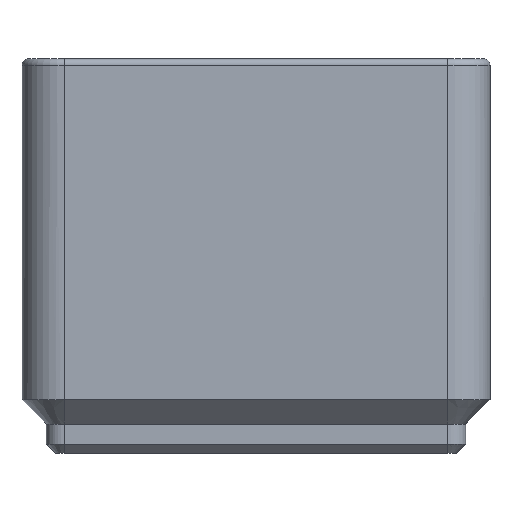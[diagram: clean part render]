
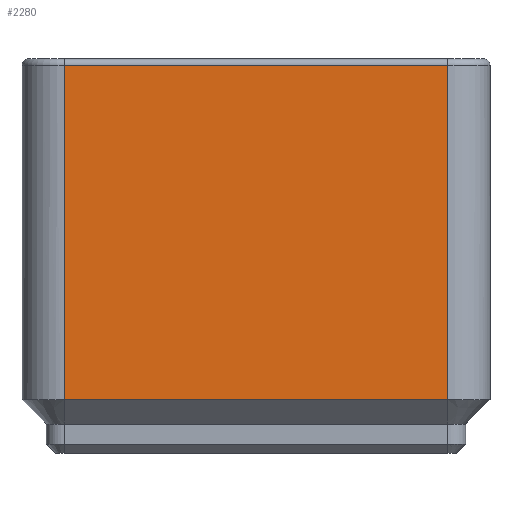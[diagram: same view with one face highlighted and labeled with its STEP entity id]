
A CAD part, left-side view. The second image highlights one B-rep face of the part: STEP entity #2280.
In plain terms, the highlighted planar face has unit normal (-1, 0, 0).
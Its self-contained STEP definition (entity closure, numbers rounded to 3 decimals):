
#472 = CYLINDRICAL_SURFACE('',#473,0.6);
#473 = AXIS2_PLACEMENT_3D('',#474,#475,#476);
#474 = CARTESIAN_POINT('',(0.85,4.,34.4));
#475 = DIRECTION('',(0.,-1.,0.));
#476 = DIRECTION('',(1.,0.,0.));
#932 = VERTEX_POINT('',#933);
#933 = CARTESIAN_POINT('',(0.25,4.,34.4));
#950 = CYLINDRICAL_SURFACE('',#951,3.75);
#951 = AXIS2_PLACEMENT_3D('',#952,#953,#954);
#952 = CARTESIAN_POINT('',(4.,4.,0.));
#953 = DIRECTION('',(0.,0.,1.));
#954 = DIRECTION('',(1.,0.,0.));
#1010 = EDGE_CURVE('',#1011,#932,#1013,.T.);
#1011 = VERTEX_POINT('',#1012);
#1012 = CARTESIAN_POINT('',(0.25,38.,34.4));
#1013 = SURFACE_CURVE('',#1014,(#1018,#1025),.PCURVE_S1.);
#1014 = LINE('',#1015,#1016);
#1015 = CARTESIAN_POINT('',(0.25,4.,34.4));
#1016 = VECTOR('',#1017,1.);
#1017 = DIRECTION('',(0.,-1.,0.));
#1018 = PCURVE('',#472,#1019);
#1019 = DEFINITIONAL_REPRESENTATION('',(#1020),#1024);
#1020 = LINE('',#1021,#1022);
#1021 = CARTESIAN_POINT('',(3.142,0.));
#1022 = VECTOR('',#1023,1.);
#1023 = DIRECTION('',(0.,1.));
#1024 = ( GEOMETRIC_REPRESENTATION_CONTEXT(2) 
PARAMETRIC_REPRESENTATION_CONTEXT() REPRESENTATION_CONTEXT('2D SPACE',''
  ) );
#1025 = PCURVE('',#1026,#1031);
#1026 = PLANE('',#1027);
#1027 = AXIS2_PLACEMENT_3D('',#1028,#1029,#1030);
#1028 = CARTESIAN_POINT('',(0.25,21.,17.2));
#1029 = DIRECTION('',(-1.,0.,0.));
#1030 = DIRECTION('',(0.,0.,-1.));
#1031 = DEFINITIONAL_REPRESENTATION('',(#1032),#1036);
#1032 = LINE('',#1033,#1034);
#1033 = CARTESIAN_POINT('',(-17.2,17.));
#1034 = VECTOR('',#1035,1.);
#1035 = DIRECTION('',(0.,1.));
#1036 = ( GEOMETRIC_REPRESENTATION_CONTEXT(2) 
PARAMETRIC_REPRESENTATION_CONTEXT() REPRESENTATION_CONTEXT('2D SPACE',''
  ) );
#1137 = CYLINDRICAL_SURFACE('',#1138,3.75);
#1138 = AXIS2_PLACEMENT_3D('',#1139,#1140,#1141);
#1139 = CARTESIAN_POINT('',(4.,38.,0.));
#1140 = DIRECTION('',(0.,0.,1.));
#1141 = DIRECTION('',(1.,0.,0.));
#2151 = EDGE_CURVE('',#2152,#932,#2154,.T.);
#2152 = VERTEX_POINT('',#2153);
#2153 = CARTESIAN_POINT('',(0.25,4.,4.75));
#2154 = SURFACE_CURVE('',#2155,(#2159,#2166),.PCURVE_S1.);
#2155 = LINE('',#2156,#2157);
#2156 = CARTESIAN_POINT('',(0.25,4.,0.));
#2157 = VECTOR('',#2158,1.);
#2158 = DIRECTION('',(0.,0.,1.));
#2159 = PCURVE('',#950,#2160);
#2160 = DEFINITIONAL_REPRESENTATION('',(#2161),#2165);
#2161 = LINE('',#2162,#2163);
#2162 = CARTESIAN_POINT('',(3.142,0.));
#2163 = VECTOR('',#2164,1.);
#2164 = DIRECTION('',(0.,1.));
#2165 = ( GEOMETRIC_REPRESENTATION_CONTEXT(2) 
PARAMETRIC_REPRESENTATION_CONTEXT() REPRESENTATION_CONTEXT('2D SPACE',''
  ) );
#2166 = PCURVE('',#1026,#2167);
#2167 = DEFINITIONAL_REPRESENTATION('',(#2168),#2172);
#2168 = LINE('',#2169,#2170);
#2169 = CARTESIAN_POINT('',(17.2,17.));
#2170 = VECTOR('',#2171,1.);
#2171 = DIRECTION('',(-1.,0.));
#2172 = ( GEOMETRIC_REPRESENTATION_CONTEXT(2) 
PARAMETRIC_REPRESENTATION_CONTEXT() REPRESENTATION_CONTEXT('2D SPACE',''
  ) );
#2280 = ADVANCED_FACE('',(#2281),#1026,.T.);
#2281 = FACE_BOUND('',#2282,.T.);
#2282 = EDGE_LOOP('',(#2283,#2284,#2307,#2333));
#2283 = ORIENTED_EDGE('',*,*,#1010,.F.);
#2284 = ORIENTED_EDGE('',*,*,#2285,.F.);
#2285 = EDGE_CURVE('',#2286,#1011,#2288,.T.);
#2286 = VERTEX_POINT('',#2287);
#2287 = CARTESIAN_POINT('',(0.25,38.,4.75));
#2288 = SURFACE_CURVE('',#2289,(#2293,#2300),.PCURVE_S1.);
#2289 = LINE('',#2290,#2291);
#2290 = CARTESIAN_POINT('',(0.25,38.,0.));
#2291 = VECTOR('',#2292,1.);
#2292 = DIRECTION('',(0.,0.,1.));
#2293 = PCURVE('',#1026,#2294);
#2294 = DEFINITIONAL_REPRESENTATION('',(#2295),#2299);
#2295 = LINE('',#2296,#2297);
#2296 = CARTESIAN_POINT('',(17.2,-17.));
#2297 = VECTOR('',#2298,1.);
#2298 = DIRECTION('',(-1.,0.));
#2299 = ( GEOMETRIC_REPRESENTATION_CONTEXT(2) 
PARAMETRIC_REPRESENTATION_CONTEXT() REPRESENTATION_CONTEXT('2D SPACE',''
  ) );
#2300 = PCURVE('',#1137,#2301);
#2301 = DEFINITIONAL_REPRESENTATION('',(#2302),#2306);
#2302 = LINE('',#2303,#2304);
#2303 = CARTESIAN_POINT('',(3.142,0.));
#2304 = VECTOR('',#2305,1.);
#2305 = DIRECTION('',(0.,1.));
#2306 = ( GEOMETRIC_REPRESENTATION_CONTEXT(2) 
PARAMETRIC_REPRESENTATION_CONTEXT() REPRESENTATION_CONTEXT('2D SPACE',''
  ) );
#2307 = ORIENTED_EDGE('',*,*,#2308,.F.);
#2308 = EDGE_CURVE('',#2152,#2286,#2309,.T.);
#2309 = SURFACE_CURVE('',#2310,(#2314,#2321),.PCURVE_S1.);
#2310 = LINE('',#2311,#2312);
#2311 = CARTESIAN_POINT('',(0.25,12.5,4.75));
#2312 = VECTOR('',#2313,1.);
#2313 = DIRECTION('',(0.,1.,0.));
#2314 = PCURVE('',#1026,#2315);
#2315 = DEFINITIONAL_REPRESENTATION('',(#2316),#2320);
#2316 = LINE('',#2317,#2318);
#2317 = CARTESIAN_POINT('',(12.45,8.5));
#2318 = VECTOR('',#2319,1.);
#2319 = DIRECTION('',(0.,-1.));
#2320 = ( GEOMETRIC_REPRESENTATION_CONTEXT(2) 
PARAMETRIC_REPRESENTATION_CONTEXT() REPRESENTATION_CONTEXT('2D SPACE',''
  ) );
#2321 = PCURVE('',#2322,#2327);
#2322 = PLANE('',#2323);
#2323 = AXIS2_PLACEMENT_3D('',#2324,#2325,#2326);
#2324 = CARTESIAN_POINT('',(2.4,4.,2.6));
#2325 = DIRECTION('',(0.707,0.,0.707));
#2326 = DIRECTION('',(0.,-1.,0.));
#2327 = DEFINITIONAL_REPRESENTATION('',(#2328),#2332);
#2328 = LINE('',#2329,#2330);
#2329 = CARTESIAN_POINT('',(-8.5,-3.041));
#2330 = VECTOR('',#2331,1.);
#2331 = DIRECTION('',(-1.,0.));
#2332 = ( GEOMETRIC_REPRESENTATION_CONTEXT(2) 
PARAMETRIC_REPRESENTATION_CONTEXT() REPRESENTATION_CONTEXT('2D SPACE',''
  ) );
#2333 = ORIENTED_EDGE('',*,*,#2151,.T.);
